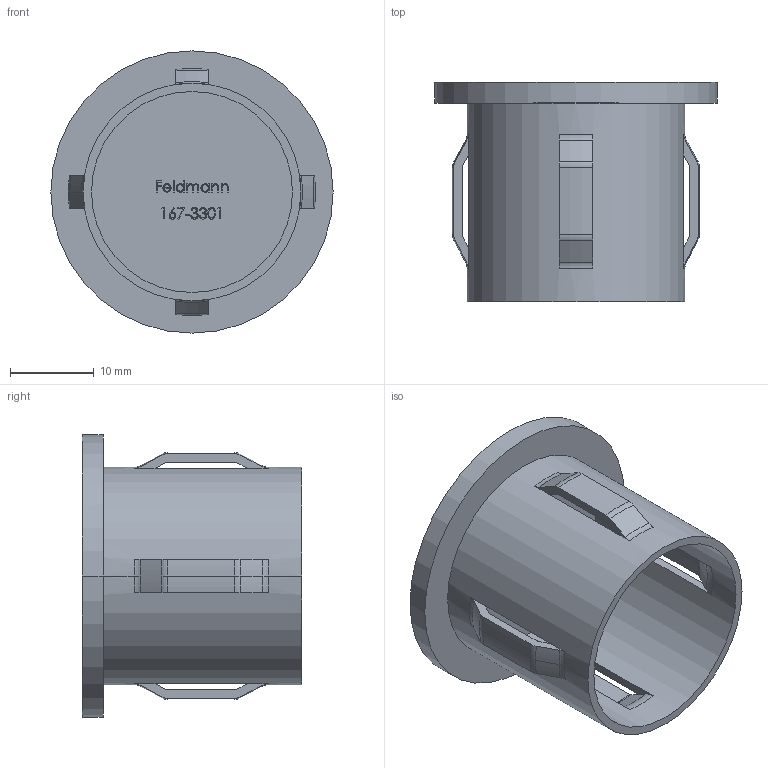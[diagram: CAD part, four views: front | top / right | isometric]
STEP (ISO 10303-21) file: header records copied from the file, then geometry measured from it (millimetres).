
FILE_DESCRIPTION (( 'STEP AP203' ), '1' );
FILE_NAME ('167-3301.step', '2019-09-16T06:57:54', ( '' ), ( '' ), 'SwSTEP 2.0', 'SolidWorks 2015', '' );
FILE_SCHEMA (( 'CONFIG_CONTROL_DESIGN' ));
Length unit declared in the file: millimetre
Products named in the file (1): 167-3301
Bounding box: 33.7 x 26.2 x 33.7 mm (x, y, z)
Volume: 4103.8 mm3; surface area: 6022.1 mm2
Topology: 1 solids, 1 shells, 296 faces, 821 edges, 538 vertices
Faces by surface type: plane 126, bspline 94, torus 40, cone 20, cylinder 16
Entity records: 14674 total; most frequent: CARTESIAN_POINT 7774, ORIENTED_EDGE 1642, DIRECTION 1035, EDGE_CURVE 821, VERTEX_POINT 538, VECTOR 413, LINE 413, EDGE_LOOP 323
